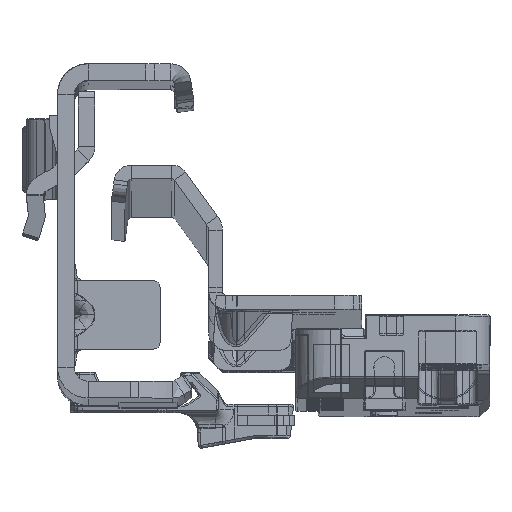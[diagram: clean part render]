
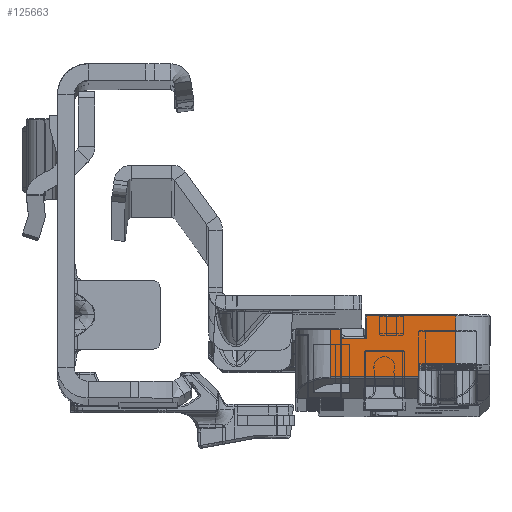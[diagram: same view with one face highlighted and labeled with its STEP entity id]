
A CAD part, top view. The second image highlights one B-rep face of the part: STEP entity #125663.
In plain terms, the highlighted face is planar.
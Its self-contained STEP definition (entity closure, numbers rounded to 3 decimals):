
#415 = DIRECTION ( 'NONE',  ( 1., 0., 0. ) ) ;
#512 = DIRECTION ( 'NONE',  ( 1., 0., 0. ) ) ;
#640 = LINE ( 'NONE', #87620, #98748 ) ;
#2062 = VERTEX_POINT ( 'NONE', #111576 ) ;
#2082 = VECTOR ( 'NONE', #98649, 1000. ) ;
#3789 = VECTOR ( 'NONE', #10776, 1000. ) ;
#3866 = CARTESIAN_POINT ( 'NONE',  ( -13.7, 2., -284.5 ) ) ;
#7123 = DIRECTION ( 'NONE',  ( 1., 0., 0. ) ) ;
#10776 = DIRECTION ( 'NONE',  ( 1., 0., 0. ) ) ;
#12335 = CARTESIAN_POINT ( 'NONE',  ( 19.8, -1.15, -284.5 ) ) ;
#14418 = DIRECTION ( 'NONE',  ( 0., -1., 0. ) ) ;
#15869 = LINE ( 'NONE', #3866, #107090 ) ;
#19846 = ORIENTED_EDGE ( 'NONE', *, *, #43440, .T. ) ;
#21968 = CARTESIAN_POINT ( 'NONE',  ( 3.15, 0.1, -284.5 ) ) ;
#22181 = VECTOR ( 'NONE', #14418, 1000. ) ;
#22790 = CARTESIAN_POINT ( 'NONE',  ( -0.75, 2.1, -284.5 ) ) ;
#24091 = LINE ( 'NONE', #102647, #22181 ) ;
#26575 = VERTEX_POINT ( 'NONE', #60668 ) ;
#26945 = VERTEX_POINT ( 'NONE', #60524 ) ;
#27378 = VECTOR ( 'NONE', #31656, 1000. ) ;
#29113 = VERTEX_POINT ( 'NONE', #57408 ) ;
#29760 = CARTESIAN_POINT ( 'NONE',  ( -0.75, -0.9, -284.5 ) ) ;
#30184 = CARTESIAN_POINT ( 'NONE',  ( -8.3, -5., -284.5 ) ) ;
#31199 = EDGE_CURVE ( 'NONE', #41988, #55338, #101833, .T. ) ;
#31656 = DIRECTION ( 'NONE',  ( 0., 1., 0. ) ) ;
#32100 = ORIENTED_EDGE ( 'NONE', *, *, #32358, .T. ) ;
#32358 = EDGE_CURVE ( 'NONE', #79691, #29113, #640, .T. ) ;
#35949 = DIRECTION ( 'NONE',  ( 1., 0., 0. ) ) ;
#37027 =( BOUNDED_CURVE ( )  B_SPLINE_CURVE ( 3, ( #126193, #57345, #86346, #125569 ),
 .UNSPECIFIED., .F., .F. ) 
 B_SPLINE_CURVE_WITH_KNOTS ( ( 4, 4 ),
 ( 1.047, 1.571 ),
 .UNSPECIFIED. ) 
 CURVE ( )  GEOMETRIC_REPRESENTATION_ITEM ( )  RATIONAL_B_SPLINE_CURVE ( ( 1., 0.977, 0.977, 1. ) ) 
 REPRESENTATION_ITEM ( '' )  );
#38237 = VERTEX_POINT ( 'NONE', #61608 ) ;
#38432 = CARTESIAN_POINT ( 'NONE',  ( 19.8, 2.6, -284.5 ) ) ;
#41988 = VERTEX_POINT ( 'NONE', #47904 ) ;
#42311 = EDGE_CURVE ( 'NONE', #2062, #26575, #15869, .T. ) ;
#43440 = EDGE_CURVE ( 'NONE', #55338, #26945, #81207, .T. ) ;
#43851 = LINE ( 'NONE', #123608, #63687 ) ;
#45618 = CARTESIAN_POINT ( 'NONE',  ( -8.5, -5.2, -284.5 ) ) ;
#46555 = VECTOR ( 'NONE', #7123, 1000. ) ;
#47904 = CARTESIAN_POINT ( 'NONE',  ( -0.75, -1.15, -284.5 ) ) ;
#49892 = AXIS2_PLACEMENT_3D ( 'NONE', #45618, #104186, #35949 ) ;
#54034 = EDGE_LOOP ( 'NONE', ( #58402, #19846, #74779, #122123, #32100, #111812, #111361, #110372, #58036, #109989, #57503, #69232 ) ) ;
#54242 = EDGE_CURVE ( 'NONE', #29113, #88599, #37027, .T. ) ;
#55338 = VERTEX_POINT ( 'NONE', #90471 ) ;
#57345 = CARTESIAN_POINT ( 'NONE',  ( -8.291, -6.749, -284.5 ) ) ;
#57408 = CARTESIAN_POINT ( 'NONE',  ( -8.273, -6.785, -284.5 ) ) ;
#57503 = ORIENTED_EDGE ( 'NONE', *, *, #82573, .T. ) ;
#58036 = ORIENTED_EDGE ( 'NONE', *, *, #85467, .F. ) ;
#58402 = ORIENTED_EDGE ( 'NONE', *, *, #31199, .T. ) ;
#60524 = CARTESIAN_POINT ( 'NONE',  ( 3.15, 0.1, -284.5 ) ) ;
#60668 = CARTESIAN_POINT ( 'NONE',  ( -13.7, 2.1, -284.5 ) ) ;
#61608 = CARTESIAN_POINT ( 'NONE',  ( -8.3, -5.2, -284.5 ) ) ;
#63687 = VECTOR ( 'NONE', #65676, 1000. ) ;
#65676 = DIRECTION ( 'NONE',  ( 0., 1., 0. ) ) ;
#66386 = CARTESIAN_POINT ( 'NONE',  ( -0.7, 2.1, -284.5 ) ) ;
#68939 = DIRECTION ( 'NONE',  ( -1., 0., 0. ) ) ;
#69232 = ORIENTED_EDGE ( 'NONE', *, *, #69357, .T. ) ;
#69357 = EDGE_CURVE ( 'NONE', #90768, #41988, #116673, .T. ) ;
#74779 = ORIENTED_EDGE ( 'NONE', *, *, #112766, .T. ) ;
#77757 = DIRECTION ( 'NONE',  ( 0., 0., 1. ) ) ;
#79691 = VERTEX_POINT ( 'NONE', #89014 ) ;
#81207 = LINE ( 'NONE', #21968, #27378 ) ;
#82573 = EDGE_CURVE ( 'NONE', #26575, #90768, #126195, .T. ) ;
#85436 = VECTOR ( 'NONE', #512, 1000. ) ;
#85467 = EDGE_CURVE ( 'NONE', #2062, #122898, #117722, .T. ) ;
#86346 = CARTESIAN_POINT ( 'NONE',  ( -8.3, -6.71, -284.5 ) ) ;
#87620 = CARTESIAN_POINT ( 'NONE',  ( -8.3, -6.785, -284.5 ) ) ;
#88599 = VERTEX_POINT ( 'NONE', #111690 ) ;
#89014 = CARTESIAN_POINT ( 'NONE',  ( 4.6, -6.785, -284.5 ) ) ;
#89731 = EDGE_CURVE ( 'NONE', #79691, #121029, #43851, .T. ) ;
#90407 = CARTESIAN_POINT ( 'NONE',  ( 4.6, 0.1, -284.5 ) ) ;
#90471 = CARTESIAN_POINT ( 'NONE',  ( 3.15, -1.15, -284.5 ) ) ;
#90768 = VERTEX_POINT ( 'NONE', #22790 ) ;
#90804 = DIRECTION ( 'NONE',  ( 0., 1., 0. ) ) ;
#97685 = FACE_OUTER_BOUND ( 'NONE', #54034, .T. ) ;
#98649 = DIRECTION ( 'NONE',  ( 0., -1., 0. ) ) ;
#98748 = VECTOR ( 'NONE', #68939, 1000. ) ;
#101833 = LINE ( 'NONE', #12335, #108644 ) ;
#102647 = CARTESIAN_POINT ( 'NONE',  ( -8.3, 0., -284.5 ) ) ;
#104137 = AXIS2_PLACEMENT_3D ( 'NONE', #38432, #77757, #415 ) ;
#104186 = DIRECTION ( 'NONE',  ( 0., 0., 1. ) ) ;
#105185 = EDGE_CURVE ( 'NONE', #38237, #122898, #111515, .T. ) ;
#106039 = PLANE ( 'NONE',  #104137 ) ;
#107090 = VECTOR ( 'NONE', #90804, 1000. ) ;
#108644 = VECTOR ( 'NONE', #121128, 1000. ) ;
#109423 = CARTESIAN_POINT ( 'NONE',  ( -8.5, -5., -284.5 ) ) ;
#109989 = ORIENTED_EDGE ( 'NONE', *, *, #42311, .T. ) ;
#110372 = ORIENTED_EDGE ( 'NONE', *, *, #105185, .T. ) ;
#111361 = ORIENTED_EDGE ( 'NONE', *, *, #112412, .F. ) ;
#111515 = CIRCLE ( 'NONE', #49892, 0.2 ) ;
#111576 = CARTESIAN_POINT ( 'NONE',  ( -13.7, -5., -284.5 ) ) ;
#111690 = CARTESIAN_POINT ( 'NONE',  ( -8.3, -6.669, -284.5 ) ) ;
#111812 = ORIENTED_EDGE ( 'NONE', *, *, #54242, .T. ) ;
#112412 = EDGE_CURVE ( 'NONE', #38237, #88599, #24091, .T. ) ;
#112766 = EDGE_CURVE ( 'NONE', #26945, #121029, #117687, .T. ) ;
#116673 = LINE ( 'NONE', #29760, #2082 ) ;
#117052 = CARTESIAN_POINT ( 'NONE',  ( 4.6, 0.1, -284.5 ) ) ;
#117687 = LINE ( 'NONE', #117052, #3789 ) ;
#117722 = LINE ( 'NONE', #30184, #85436 ) ;
#121029 = VERTEX_POINT ( 'NONE', #90407 ) ;
#121128 = DIRECTION ( 'NONE',  ( 1., 0., 0. ) ) ;
#122123 = ORIENTED_EDGE ( 'NONE', *, *, #89731, .F. ) ;
#122898 = VERTEX_POINT ( 'NONE', #109423 ) ;
#123608 = CARTESIAN_POINT ( 'NONE',  ( 4.6, -242.444, -284.5 ) ) ;
#125569 = CARTESIAN_POINT ( 'NONE',  ( -8.3, -6.669, -284.5 ) ) ;
#125663 = ADVANCED_FACE ( 'NONE', ( #97685 ), #106039, .F. ) ;
#126193 = CARTESIAN_POINT ( 'NONE',  ( -8.273, -6.785, -284.5 ) ) ;
#126195 = LINE ( 'NONE', #66386, #46555 ) ;
